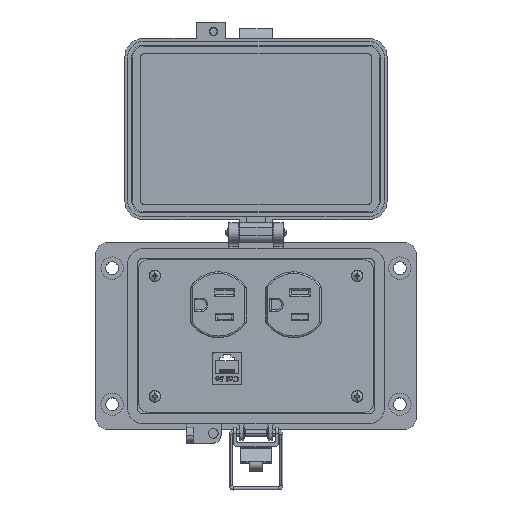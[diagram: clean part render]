
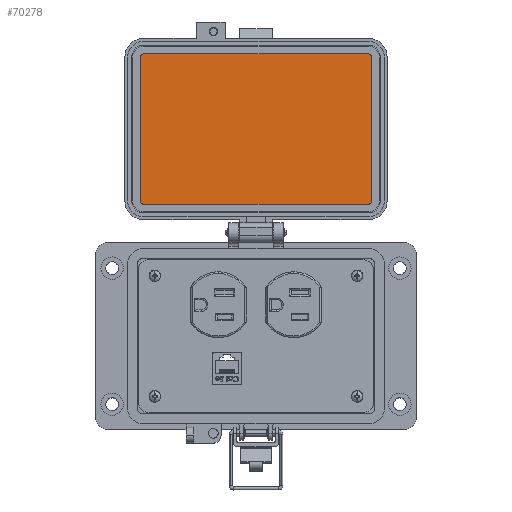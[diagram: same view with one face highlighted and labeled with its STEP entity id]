
A CAD part, top view. The second image highlights one B-rep face of the part: STEP entity #70278.
In plain terms, the highlighted planar face has unit normal (0, 0, 1).
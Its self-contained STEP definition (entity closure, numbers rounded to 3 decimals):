
#2672 = LINE ( 'NONE', #3202, #54518 ) ;
#3137 = VERTEX_POINT ( 'NONE', #32118 ) ;
#3202 = CARTESIAN_POINT ( 'NONE',  ( -59.505, 143.334, 8.694 ) ) ;
#4173 = AXIS2_PLACEMENT_3D ( 'NONE', #17165, #66469, #24185 ) ;
#5379 = LINE ( 'NONE', #44387, #82616 ) ;
#7168 = CARTESIAN_POINT ( 'NONE',  ( 57.717, 145.119, 8.694 ) ) ;
#8176 = ORIENTED_EDGE ( 'NONE', *, *, #48959, .F. ) ;
#8464 = EDGE_CURVE ( 'NONE', #89862, #19480, #13237, .T. ) ;
#8875 = EDGE_CURVE ( 'NONE', #3137, #71890, #5379, .T. ) ;
#8877 = ORIENTED_EDGE ( 'NONE', *, *, #8875, .F. ) ;
#11222 = ORIENTED_EDGE ( 'NONE', *, *, #24461, .F. ) ;
#11872 = CARTESIAN_POINT ( 'NONE',  ( -57.72, 69.55, 8.694 ) ) ;
#13237 = CIRCLE ( 'NONE', #74199, 1.785 ) ;
#14270 = CARTESIAN_POINT ( 'NONE',  ( 57.717, 69.55, 8.694 ) ) ;
#15098 = AXIS2_PLACEMENT_3D ( 'NONE', #14270, #63565, #21345 ) ;
#16103 = AXIS2_PLACEMENT_3D ( 'NONE', #30765, #80146, #37951 ) ;
#17165 = CARTESIAN_POINT ( 'NONE',  ( -30.745, 145.119, 8.694 ) ) ;
#17175 = AXIS2_PLACEMENT_3D ( 'NONE', #11872, #61156, #18971 ) ;
#17314 = VERTEX_POINT ( 'NONE', #28427 ) ;
#18971 = DIRECTION ( 'NONE',  ( 0., -1., 0. ) ) ;
#19480 = VERTEX_POINT ( 'NONE', #66389 ) ;
#20551 = CARTESIAN_POINT ( 'NONE',  ( 59.502, 69.55, 8.694 ) ) ;
#21345 = DIRECTION ( 'NONE',  ( 0., -1., 0. ) ) ;
#23332 = DIRECTION ( 'NONE',  ( -1., 0., 0. ) ) ;
#24048 = EDGE_CURVE ( 'NONE', #19480, #81602, #87353, .T. ) ;
#24185 = DIRECTION ( 'NONE',  ( 0., -1., 0. ) ) ;
#24461 = EDGE_CURVE ( 'NONE', #71890, #87333, #51969, .T. ) ;
#25697 = CARTESIAN_POINT ( 'NONE',  ( -59.505, 69.55, 8.694 ) ) ;
#25885 = VERTEX_POINT ( 'NONE', #78133 ) ;
#27291 = EDGE_CURVE ( 'NONE', #87333, #25885, #2672, .T. ) ;
#28218 = DIRECTION ( 'NONE',  ( 0., -1., 0. ) ) ;
#28427 = CARTESIAN_POINT ( 'NONE',  ( -57.72, 145.119, 8.694 ) ) ;
#30765 = CARTESIAN_POINT ( 'NONE',  ( -57.72, 143.334, 8.694 ) ) ;
#32118 = CARTESIAN_POINT ( 'NONE',  ( 57.717, 67.765, 8.694 ) ) ;
#32997 = VECTOR ( 'NONE', #49376, 1000. ) ;
#33506 = CARTESIAN_POINT ( 'NONE',  ( -57.72, 67.765, 8.694 ) ) ;
#37117 = CIRCLE ( 'NONE', #15098, 1.785 ) ;
#37951 = DIRECTION ( 'NONE',  ( 0., -1., 0. ) ) ;
#37962 = CIRCLE ( 'NONE', #16103, 1.785 ) ;
#39547 = DIRECTION ( 'NONE',  ( 0., 0., -1. ) ) ;
#43193 = CARTESIAN_POINT ( 'NONE',  ( 59.502, 69.55, 8.694 ) ) ;
#44387 = CARTESIAN_POINT ( 'NONE',  ( -57.72, 67.765, 8.694 ) ) ;
#45882 = ORIENTED_EDGE ( 'NONE', *, *, #68959, .F. ) ;
#48959 = EDGE_CURVE ( 'NONE', #25885, #17314, #37962, .T. ) ;
#49376 = DIRECTION ( 'NONE',  ( 1., 0., 0. ) ) ;
#49709 = ORIENTED_EDGE ( 'NONE', *, *, #24048, .F. ) ;
#51685 = EDGE_LOOP ( 'NONE', ( #8176, #73080, #11222, #8877, #60943, #49709, #74181, #45882 ) ) ;
#51969 = CIRCLE ( 'NONE', #17175, 1.785 ) ;
#52498 = DIRECTION ( 'NONE',  ( 0., 1., 0. ) ) ;
#54518 = VECTOR ( 'NONE', #52498, 1000. ) ;
#60943 = ORIENTED_EDGE ( 'NONE', *, *, #64592, .F. ) ;
#61156 = DIRECTION ( 'NONE',  ( 0., 0., -1. ) ) ;
#63565 = DIRECTION ( 'NONE',  ( 0., 0., -1. ) ) ;
#64592 = EDGE_CURVE ( 'NONE', #81602, #3137, #37117, .T. ) ;
#66389 = CARTESIAN_POINT ( 'NONE',  ( 59.502, 143.334, 8.694 ) ) ;
#66469 = DIRECTION ( 'NONE',  ( 0., 0., 1. ) ) ;
#68294 = LINE ( 'NONE', #7168, #32997 ) ;
#68959 = EDGE_CURVE ( 'NONE', #17314, #89862, #68294, .T. ) ;
#70278 = ADVANCED_FACE ( 'NONE', ( #82226 ), #80367, .T. ) ;
#71890 = VERTEX_POINT ( 'NONE', #33506 ) ;
#73080 = ORIENTED_EDGE ( 'NONE', *, *, #27291, .F. ) ;
#74181 = ORIENTED_EDGE ( 'NONE', *, *, #8464, .F. ) ;
#74199 = AXIS2_PLACEMENT_3D ( 'NONE', #81784, #39547, #88864 ) ;
#77500 = CARTESIAN_POINT ( 'NONE',  ( 57.717, 145.119, 8.694 ) ) ;
#78133 = CARTESIAN_POINT ( 'NONE',  ( -59.505, 143.334, 8.694 ) ) ;
#80146 = DIRECTION ( 'NONE',  ( 0., 0., -1. ) ) ;
#80367 = PLANE ( 'NONE',  #4173 ) ;
#81602 = VERTEX_POINT ( 'NONE', #43193 ) ;
#81784 = CARTESIAN_POINT ( 'NONE',  ( 57.717, 143.334, 8.694 ) ) ;
#82226 = FACE_OUTER_BOUND ( 'NONE', #51685, .T. ) ;
#82616 = VECTOR ( 'NONE', #23332, 1000. ) ;
#85158 = VECTOR ( 'NONE', #28218, 1000. ) ;
#87333 = VERTEX_POINT ( 'NONE', #25697 ) ;
#87353 = LINE ( 'NONE', #20551, #85158 ) ;
#88864 = DIRECTION ( 'NONE',  ( 0., -1., 0. ) ) ;
#89862 = VERTEX_POINT ( 'NONE', #77500 ) ;
